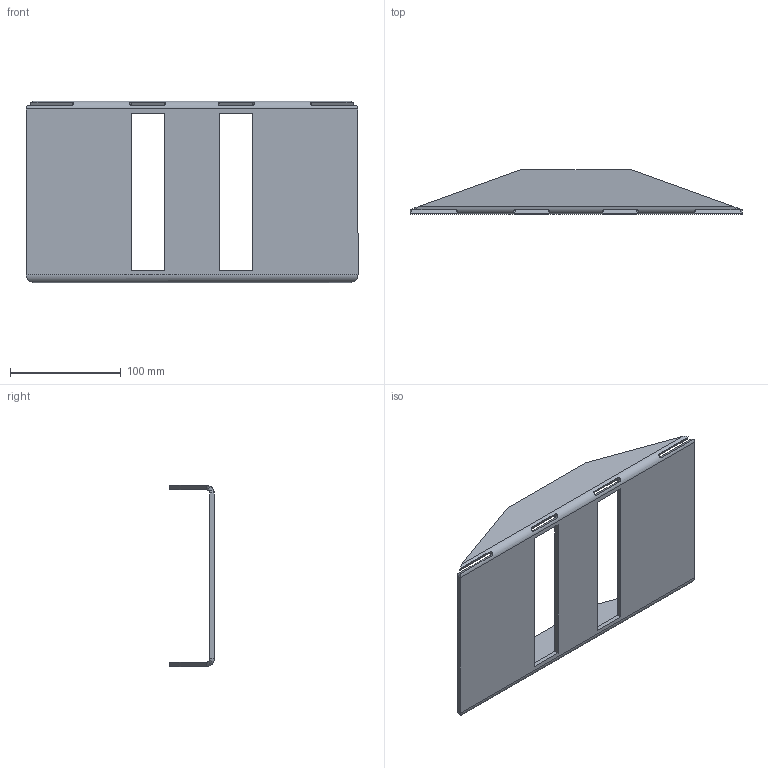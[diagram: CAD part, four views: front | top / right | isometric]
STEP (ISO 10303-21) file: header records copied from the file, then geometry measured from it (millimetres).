
FILE_DESCRIPTION (( 'STEP AP203' ), '1' );
FILE_NAME ('tegen gaan van vervorming.STEP', '2024-06-04T13:34:36', ( '' ), ( '' ), 'SwSTEP 2.0', 'SolidWorks 2021', '' );
FILE_SCHEMA (( 'CONFIG_CONTROL_DESIGN' ));
Length unit declared in the file: millimetre
Products named in the file (1): tegen gaan van vervorming
Bounding box: 300 x 40 x 164 mm (x, y, z)
Volume: 213231.8 mm3; surface area: 114302.7 mm2
Topology: 1 solids, 1 shells, 46 faces, 116 edges, 72 vertices
Faces by surface type: plane 30, bspline 12, cylinder 4
Entity records: 2386 total; most frequent: CARTESIAN_POINT 1328, ORIENTED_EDGE 232, DIRECTION 138, EDGE_CURVE 116, VERTEX_POINT 72, VECTOR 68, LINE 68, EDGE_LOOP 54
